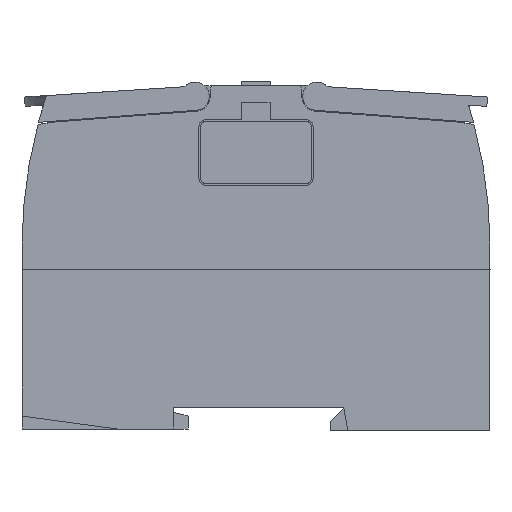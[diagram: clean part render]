
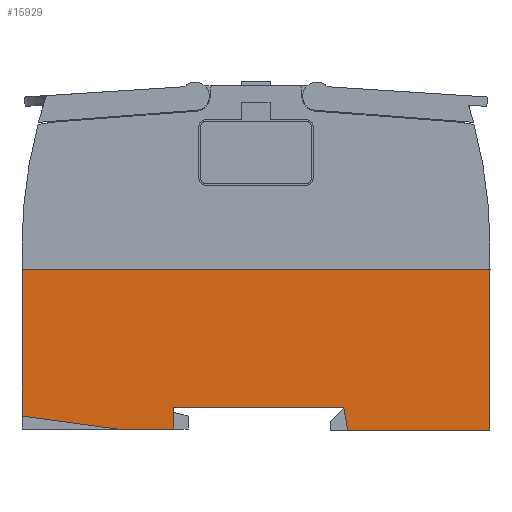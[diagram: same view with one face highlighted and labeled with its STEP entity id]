
A CAD part, left-side view. The second image highlights one B-rep face of the part: STEP entity #15929.
In plain terms, the highlighted planar face has unit normal (-1, 0, 0).
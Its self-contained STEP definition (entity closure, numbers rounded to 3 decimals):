
#14344=FACE_OUTER_BOUND('',#19453,.T.);
#15929=ADVANCED_FACE('131',(#14344),#17554,.F.);
#17554=PLANE('',#43401);
#19453=EDGE_LOOP('',(#22824,#22825,#22826,#22827,#22828,#22829,#22830,#22831,
#22832));
#22824=ORIENTED_EDGE('',*,*,#32612,.F.);
#22825=ORIENTED_EDGE('',*,*,#32560,.F.);
#22826=ORIENTED_EDGE('',*,*,#32554,.F.);
#22827=ORIENTED_EDGE('',*,*,#32618,.F.);
#22828=ORIENTED_EDGE('',*,*,#32616,.F.);
#22829=ORIENTED_EDGE('',*,*,#32629,.F.);
#22830=ORIENTED_EDGE('',*,*,#32587,.F.);
#22831=ORIENTED_EDGE('',*,*,#32582,.F.);
#22832=ORIENTED_EDGE('',*,*,#32576,.F.);
#29552=VERTEX_POINT('',#53966);
#29553=VERTEX_POINT('',#53968);
#29558=VERTEX_POINT('',#53980);
#29570=VERTEX_POINT('',#54007);
#29572=VERTEX_POINT('',#54011);
#29578=VERTEX_POINT('',#54026);
#29581=VERTEX_POINT('',#54035);
#29602=VERTEX_POINT('',#54085);
#29604=VERTEX_POINT('',#54089);
#32554=EDGE_CURVE('',#29552,#29553,#36440,.T.);
#32560=EDGE_CURVE('',#29553,#29558,#36446,.T.);
#32576=EDGE_CURVE('',#29572,#29570,#36462,.T.);
#32582=EDGE_CURVE('',#29570,#29578,#36468,.T.);
#32587=EDGE_CURVE('',#29578,#29581,#36473,.T.);
#32612=EDGE_CURVE('',#29558,#29572,#36498,.T.);
#32616=EDGE_CURVE('',#29604,#29602,#36502,.T.);
#32618=EDGE_CURVE('',#29602,#29552,#36504,.T.);
#32629=EDGE_CURVE('',#29581,#29604,#36515,.T.);
#36440=LINE('',#53967,#40004);
#36446=LINE('',#53979,#40010);
#36462=LINE('',#54012,#40026);
#36468=LINE('',#54025,#40032);
#36473=LINE('',#54034,#40037);
#36498=LINE('',#54081,#40062);
#36502=LINE('',#54090,#40066);
#36504=LINE('',#54093,#40068);
#36515=LINE('',#54113,#40079);
#40004=VECTOR('',#46410,1.);
#40010=VECTOR('',#46418,1.);
#40026=VECTOR('',#46438,1.);
#40032=VECTOR('',#46448,1.);
#40037=VECTOR('',#46455,1.);
#40062=VECTOR('',#46484,1.);
#40066=VECTOR('',#46490,1.);
#40068=VECTOR('',#46494,1.);
#40079=VECTOR('',#46509,1.);
#43401=AXIS2_PLACEMENT_3D('',#54132,#46527,#46528);
#46410=DIRECTION('',(0.,1.,0.));
#46418=DIRECTION('',(0.,0.,-1.));
#46438=DIRECTION('',(0.,0.991,0.134));
#46448=DIRECTION('',(0.,0.,1.));
#46455=DIRECTION('',(0.,-1.,0.));
#46484=DIRECTION('',(0.,1.,0.));
#46490=DIRECTION('',(0.,1.,0.));
#46494=DIRECTION('',(0.,0.174,0.985));
#46509=DIRECTION('',(0.,0.,-1.));
#46527=DIRECTION('',(1.,0.,0.));
#46528=DIRECTION('',(0.,0.,-1.));
#53966=CARTESIAN_POINT('',(0.,31.264,5.));
#53967=CARTESIAN_POINT('',(0.,31.264,5.));
#53968=CARTESIAN_POINT('',(0.,67.6,5.));
#53979=CARTESIAN_POINT('',(0.,67.6,5.));
#53980=CARTESIAN_POINT('',(0.,67.6,0.4));
#54007=CARTESIAN_POINT('',(0.,100.,3.159));
#54011=CARTESIAN_POINT('',(0.,79.572,0.4));
#54012=CARTESIAN_POINT('',(0.,79.572,0.4));
#54025=CARTESIAN_POINT('',(0.,100.,3.159));
#54026=CARTESIAN_POINT('',(0.,100.,34.5));
#54034=CARTESIAN_POINT('',(0.,16.15,34.5));
#54035=CARTESIAN_POINT('',(0.,0.,34.5));
#54081=CARTESIAN_POINT('',(0.,67.6,0.4));
#54085=CARTESIAN_POINT('',(0.,30.383,0.));
#54089=CARTESIAN_POINT('',(0.,0.,0.));
#54090=CARTESIAN_POINT('',(0.,0.,0.));
#54093=CARTESIAN_POINT('',(0.,30.383,0.));
#54113=CARTESIAN_POINT('',(0.,0.,34.5));
#54132=CARTESIAN_POINT('',(0.,100.,0.4));
